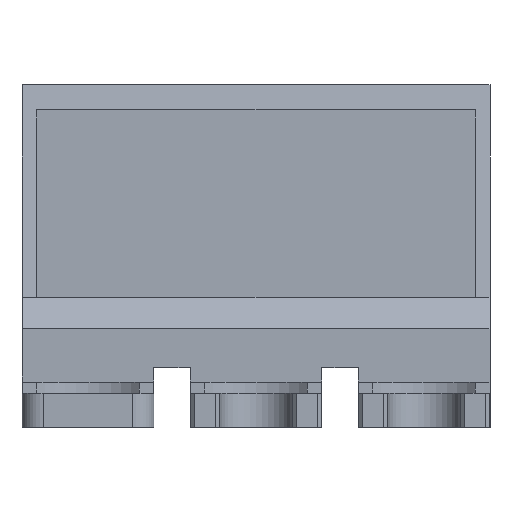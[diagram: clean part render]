
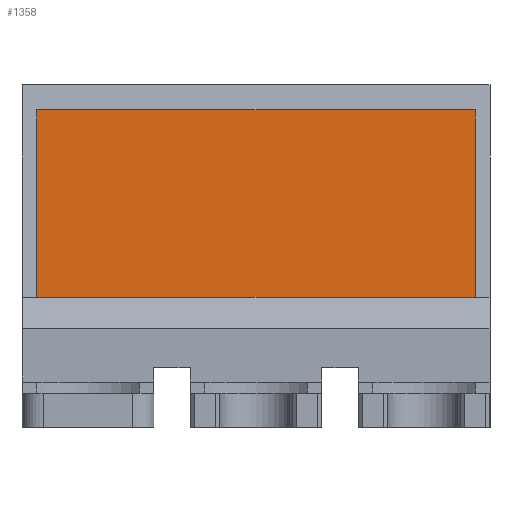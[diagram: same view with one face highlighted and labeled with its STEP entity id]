
A CAD part, front view. The second image highlights one B-rep face of the part: STEP entity #1358.
In plain terms, the highlighted planar face has unit normal (0, -1, 0).
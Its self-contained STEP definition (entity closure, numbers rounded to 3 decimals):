
#169=AXIS2_PLACEMENT_3D('Plane Axis2P3D',#166,#167,#168) ;
#166=CARTESIAN_POINT('Axis2P3D Location',(0.,18.163,0.)) ;
#1122=CARTESIAN_POINT('Vertex',(0.7,18.163,14.914)) ;
#1125=CARTESIAN_POINT('Line Origine',(11.,18.163,14.914)) ;
#1129=CARTESIAN_POINT('Vertex',(21.3,18.163,14.914)) ;
#1322=CARTESIAN_POINT('Line Origine',(21.3,18.163,10.507)) ;
#1326=CARTESIAN_POINT('Vertex',(21.3,18.163,6.1)) ;
#1340=CARTESIAN_POINT('Line Origine',(0.7,18.163,10.507)) ;
#1344=CARTESIAN_POINT('Vertex',(0.7,18.163,6.1)) ;
#1347=CARTESIAN_POINT('Line Origine',(11.,18.163,6.1)) ;
#167=DIRECTION('Axis2P3D Direction',(0.,1.,0.)) ;
#168=DIRECTION('Axis2P3D XDirection',(0.,0.,1.)) ;
#1126=DIRECTION('Vector Direction',(1.,0.,0.)) ;
#1323=DIRECTION('Vector Direction',(0.,0.,1.)) ;
#1341=DIRECTION('Vector Direction',(0.,0.,-1.)) ;
#1348=DIRECTION('Vector Direction',(1.,0.,0.)) ;
#1127=VECTOR('Line Direction',#1126,1.) ;
#1324=VECTOR('Line Direction',#1323,1.) ;
#1342=VECTOR('Line Direction',#1341,1.) ;
#1349=VECTOR('Line Direction',#1348,1.) ;
#1353=ORIENTED_EDGE('',*,*,#1328,.T.) ;
#1354=ORIENTED_EDGE('',*,*,#1131,.F.) ;
#1355=ORIENTED_EDGE('',*,*,#1346,.T.) ;
#1356=ORIENTED_EDGE('',*,*,#1351,.T.) ;
#1358=ADVANCED_FACE('ISTE WKB2-3.1\\Isolierteil',(#1357),#170,.F.) ;
#1131=EDGE_CURVE('',#1123,#1130,#1128,.T.) ;
#1328=EDGE_CURVE('',#1327,#1130,#1325,.T.) ;
#1346=EDGE_CURVE('',#1123,#1345,#1343,.T.) ;
#1351=EDGE_CURVE('',#1345,#1327,#1350,.T.) ;
#1352=EDGE_LOOP('',(#1353,#1354,#1355,#1356)) ;
#1357=FACE_OUTER_BOUND('',#1352,.T.) ;
#1128=LINE('Line',#1125,#1127) ;
#1325=LINE('Line',#1322,#1324) ;
#1343=LINE('Line',#1340,#1342) ;
#1350=LINE('Line',#1347,#1349) ;
#170=PLANE('',#169) ;
#1123=VERTEX_POINT('',#1122) ;
#1130=VERTEX_POINT('',#1129) ;
#1327=VERTEX_POINT('',#1326) ;
#1345=VERTEX_POINT('',#1344) ;
